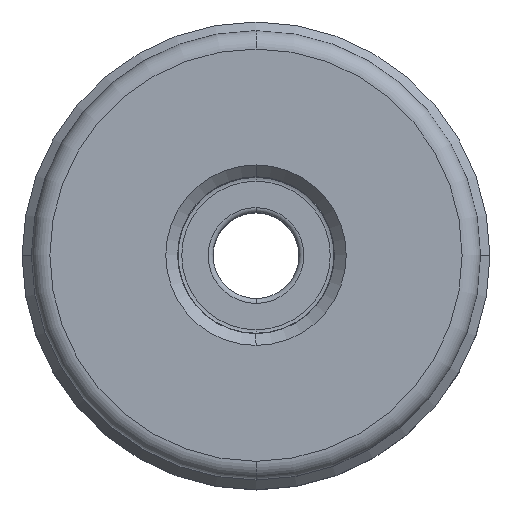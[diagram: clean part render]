
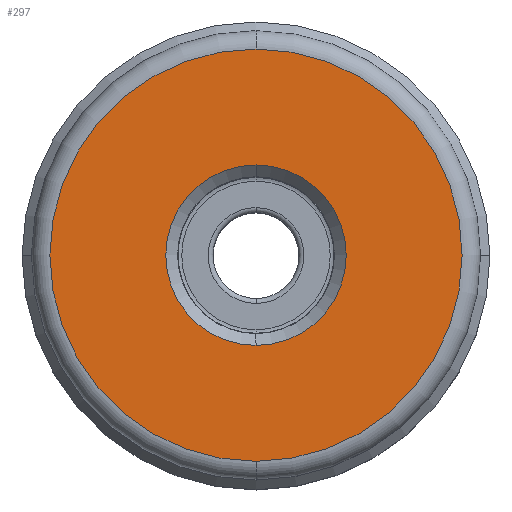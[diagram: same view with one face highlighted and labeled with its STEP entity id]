
A CAD part, top view. The second image highlights one B-rep face of the part: STEP entity #297.
In plain terms, the highlighted planar face has unit normal (0, 0, 1).
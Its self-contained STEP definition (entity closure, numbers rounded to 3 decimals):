
#297=ADVANCED_FACE('',(#353,#354),#343,.F.);
#343=PLANE('',#1377);
#353=FACE_BOUND('',#401,.T.);
#354=FACE_BOUND('',#402,.T.);
#401=EDGE_LOOP('',(#594,#595,#596,#597));
#402=EDGE_LOOP('',(#598,#599));
#594=ORIENTED_EDGE('',*,*,#984,.T.);
#595=ORIENTED_EDGE('',*,*,#983,.F.);
#596=ORIENTED_EDGE('',*,*,#985,.T.);
#597=ORIENTED_EDGE('',*,*,#986,.F.);
#598=ORIENTED_EDGE('',*,*,#987,.F.);
#599=ORIENTED_EDGE('',*,*,#988,.F.);
#844=VERTEX_POINT('',#2139);
#845=VERTEX_POINT('',#2141);
#846=VERTEX_POINT('',#2143);
#847=VERTEX_POINT('',#2147);
#848=VERTEX_POINT('',#2150);
#849=VERTEX_POINT('',#2151);
#983=EDGE_CURVE('',#845,#846,#1141,.T.);
#984=EDGE_CURVE('',#844,#846,#1142,.T.);
#985=EDGE_CURVE('',#845,#847,#1143,.T.);
#986=EDGE_CURVE('',#844,#847,#1144,.T.);
#987=EDGE_CURVE('',#848,#849,#1145,.T.);
#988=EDGE_CURVE('',#849,#848,#1146,.T.);
#1141=CIRCLE('',#1370,16.79);
#1142=CIRCLE('',#1371,16.79);
#1143=CIRCLE('',#1373,16.79);
#1144=CIRCLE('',#1374,16.79);
#1145=CIRCLE('',#1375,7.35);
#1146=CIRCLE('',#1376,7.35);
#1370=AXIS2_PLACEMENT_3D('',#2142,#1711,#1712);
#1371=AXIS2_PLACEMENT_3D('',#2144,#1713,#1714);
#1373=AXIS2_PLACEMENT_3D('',#2146,#1717,#1718);
#1374=AXIS2_PLACEMENT_3D('',#2148,#1719,#1720);
#1375=AXIS2_PLACEMENT_3D('',#2149,#1721,#1722);
#1376=AXIS2_PLACEMENT_3D('',#2152,#1723,#1724);
#1377=AXIS2_PLACEMENT_3D('',#2153,#1725,#1726);
#1711=DIRECTION('',(0.,0.,-1.));
#1712=DIRECTION('',(-0.001,-1.,0.));
#1713=DIRECTION('',(0.,0.,1.));
#1714=DIRECTION('',(-0.001,-1.,0.));
#1717=DIRECTION('',(0.,0.,1.));
#1718=DIRECTION('',(0.001,1.,0.));
#1719=DIRECTION('',(0.,0.,-1.));
#1720=DIRECTION('',(0.001,1.,0.));
#1721=DIRECTION('',(0.,0.,1.));
#1722=DIRECTION('',(0.,-1.,0.));
#1723=DIRECTION('',(0.,0.,1.));
#1724=DIRECTION('',(0.,1.,0.));
#1725=DIRECTION('',(0.,0.,-1.));
#1726=DIRECTION('',(0.,-1.,0.));
#2139=CARTESIAN_POINT('',(0.,16.79,0.));
#2141=CARTESIAN_POINT('',(0.,-16.79,0.));
#2142=CARTESIAN_POINT('',(0.,0.,0.));
#2143=CARTESIAN_POINT('',(-0.02,-16.79,0.));
#2144=CARTESIAN_POINT('',(0.,0.,0.));
#2146=CARTESIAN_POINT('',(0.,0.,0.));
#2147=CARTESIAN_POINT('',(0.02,16.79,0.));
#2148=CARTESIAN_POINT('',(0.,0.,0.));
#2149=CARTESIAN_POINT('',(0.,0.,0.));
#2150=CARTESIAN_POINT('',(0.,-7.35,0.));
#2151=CARTESIAN_POINT('',(0.,7.35,0.));
#2152=CARTESIAN_POINT('',(0.,0.,0.));
#2153=CARTESIAN_POINT('',(0.,0.,0.));
